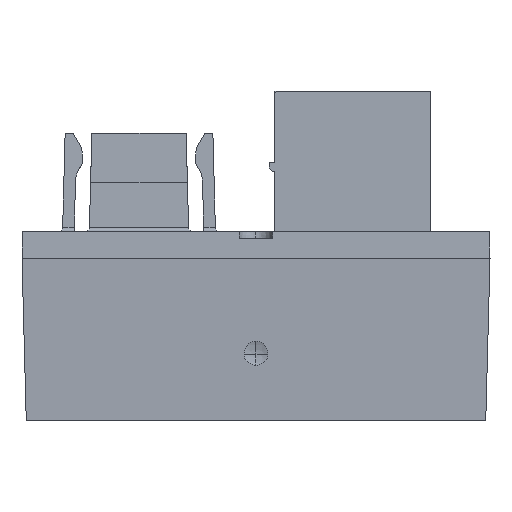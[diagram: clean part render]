
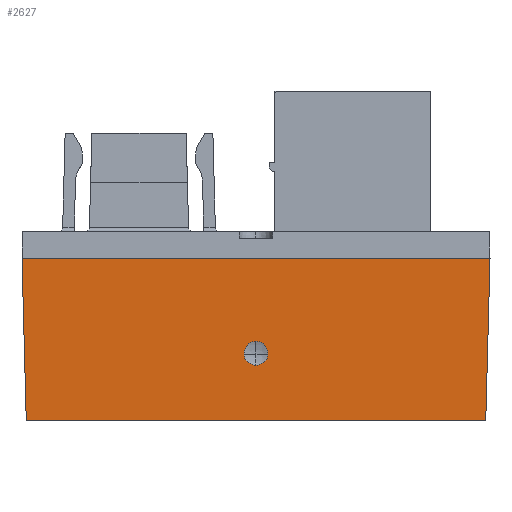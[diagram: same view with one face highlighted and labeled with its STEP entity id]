
A CAD part, left-side view. The second image highlights one B-rep face of the part: STEP entity #2627.
In plain terms, the highlighted planar face has unit normal (-1, 0, -0.026).
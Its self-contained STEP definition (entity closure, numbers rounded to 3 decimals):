
#2627=ADVANCED_FACE('n_ 7469',(#5494,#5495),#5496,.T.);
#5494=FACE_OUTER_BOUND('',#8569,.T.);
#5495=FACE_BOUND('',#8570,.T.);
#5496=PLANE('',#8571);
#8569=EDGE_LOOP('',(#16563,#16564,#16565,#16566));
#8570=EDGE_LOOP('',(#16567,#16568,#16569,#16570));
#8571=AXIS2_PLACEMENT_3D('',#16571,#16572,#16573);
#16563=ORIENTED_EDGE('',*,*,#21618,.T.);
#16564=ORIENTED_EDGE('',*,*,#21570,.F.);
#16565=ORIENTED_EDGE('',*,*,#20976,.F.);
#16566=ORIENTED_EDGE('',*,*,#21616,.T.);
#16567=ORIENTED_EDGE('',*,*,#18611,.T.);
#16568=ORIENTED_EDGE('',*,*,#20967,.T.);
#16569=ORIENTED_EDGE('',*,*,#20964,.T.);
#16570=ORIENTED_EDGE('',*,*,#18615,.T.);
#16571=CARTESIAN_POINT('',(0.0,1.2,7.3));
#16572=DIRECTION('',(-1.,0.0,-0.026));
#16573=DIRECTION('',(-0.026,0.0,1.));
#18611=EDGE_CURVE('n_ 17663',#22293,#22290,#22294,.T.);
#18615=EDGE_CURVE('n_ 17975',#22297,#22293,#22299,.T.);
#20964=EDGE_CURVE('n_ 17975',#25841,#22297,#25842,.T.);
#20967=EDGE_CURVE('n_ 17663',#22290,#25841,#25845,.T.);
#20976=EDGE_CURVE('n_ 17978',#25855,#25857,#25858,.T.);
#21570=EDGE_CURVE('n_ 17977',#25857,#26729,#26730,.T.);
#21616=EDGE_CURVE('n_ 17979',#25855,#26796,#26798,.T.);
#21618=EDGE_CURVE('n_ 17976',#26796,#26729,#26800,.T.);
#22290=VERTEX_POINT('',#27710);
#22293=VERTEX_POINT('',#27713);
#22294=CIRCLE('',#27714,0.539);
#22297=VERTEX_POINT('',#27717);
#22299=CIRCLE('',#27719,0.539);
#25841=VERTEX_POINT('',#33287);
#25842=CIRCLE('',#33288,0.539);
#25845=CIRCLE('',#33291,0.539);
#25855=VERTEX_POINT('',#33307);
#25857=VERTEX_POINT('',#33310);
#25858=LINE('',#33311,#33312);
#26729=VERTEX_POINT('',#35264);
#26730=LINE('',#35265,#35266);
#26796=VERTEX_POINT('',#35369);
#26798=LINE('',#35372,#35373);
#26800=LINE('',#35375,#35376);
#27710=CARTESIAN_POINT('',(0.113,9.963,3.0));
#27713=CARTESIAN_POINT('',(0.098,10.5,3.575));
#27714=AXIS2_PLACEMENT_3D('',#38051,#38052,#38053);
#27717=CARTESIAN_POINT('',(0.113,11.037,3.0));
#27719=AXIS2_PLACEMENT_3D('',#38060,#38061,#38062);
#33287=CARTESIAN_POINT('',(0.126,10.5,2.498));
#33288=AXIS2_PLACEMENT_3D('',#39791,#39792,#39793);
#33291=AXIS2_PLACEMENT_3D('',#39797,#39798,#39799);
#33307=CARTESIAN_POINT('',(0.191,0.191,0.0));
#33310=CARTESIAN_POINT('',(0.191,20.809,0.0));
#33311=CARTESIAN_POINT('',(0.191,1.2,0.0));
#33312=VECTOR('',#39807,1.0);
#35264=CARTESIAN_POINT('',(0.0,21.0,7.3));
#35265=CARTESIAN_POINT('',(0.145,20.855,1.777));
#35266=VECTOR('',#40169,1.0);
#35369=CARTESIAN_POINT('',(0.0,0.0,7.3));
#35372=CARTESIAN_POINT('',(0.001,0.001,7.269));
#35373=VECTOR('',#40208,1.0);
#35375=CARTESIAN_POINT('',(0.0,1.2,7.3));
#35376=VECTOR('',#40209,1.0);
#38051=CARTESIAN_POINT('',(0.112,10.5,3.037));
#38052=DIRECTION('',(1.,0.0,0.026));
#38053=DIRECTION('',(-0.026,0.0,1.));
#38060=CARTESIAN_POINT('',(0.112,10.5,3.037));
#38061=DIRECTION('',(1.,0.0,0.026));
#38062=DIRECTION('',(-0.026,0.0,1.));
#39791=CARTESIAN_POINT('',(0.112,10.5,3.037));
#39792=DIRECTION('',(1.,0.0,0.026));
#39793=DIRECTION('',(-0.026,0.0,1.));
#39797=CARTESIAN_POINT('',(0.112,10.5,3.037));
#39798=DIRECTION('',(1.,0.0,0.026));
#39799=DIRECTION('',(-0.026,0.0,1.));
#39807=DIRECTION('',(0.0,1.0,0.0));
#40169=DIRECTION('',(-0.026,0.026,0.999));
#40208=DIRECTION('',(-0.026,-0.026,0.999));
#40209=DIRECTION('',(0.0,1.0,0.0));
